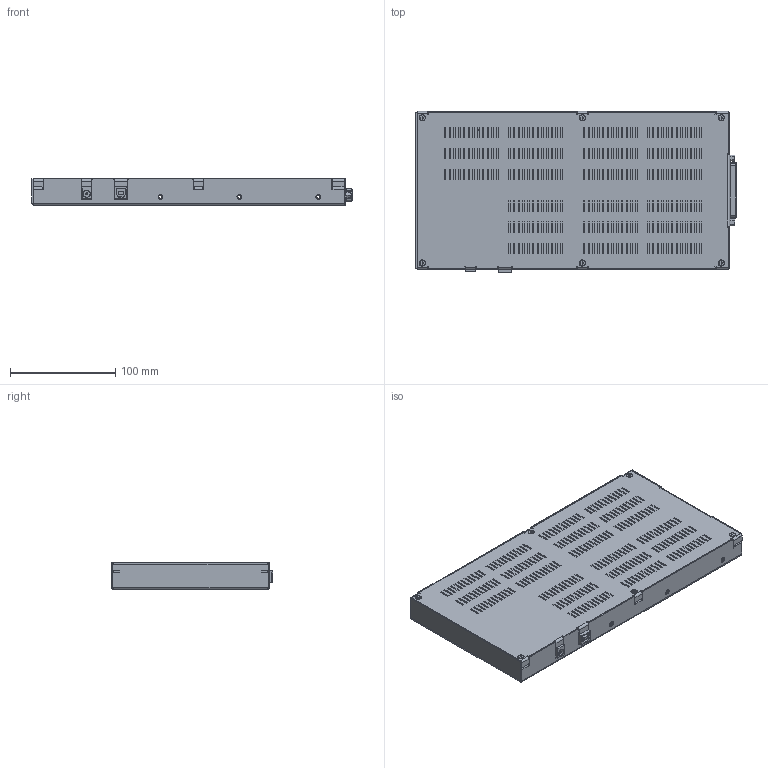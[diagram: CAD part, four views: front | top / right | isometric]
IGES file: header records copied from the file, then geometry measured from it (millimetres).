
Global section: file name: No Iges File Name specified; native system: Autodesk Inventor 2009; preprocessor: AutoDesk Inventor Iges Exporter R2009; author: Leonid Ciunel; date: 20090611.105601; units: millimetre
Bounding box: 304 x 153 x 25.25 mm (x, y, z)
Volume: 196624 mm3; surface area: 340827.1 mm2
Topology: 29 solids, 29 shells, 7309 faces, 21130 edges, 13817 vertices
Faces by surface type: plane 5001, bspline 1688, revolution 314, cylinder 198, torus 90, cone 12, sphere 6
